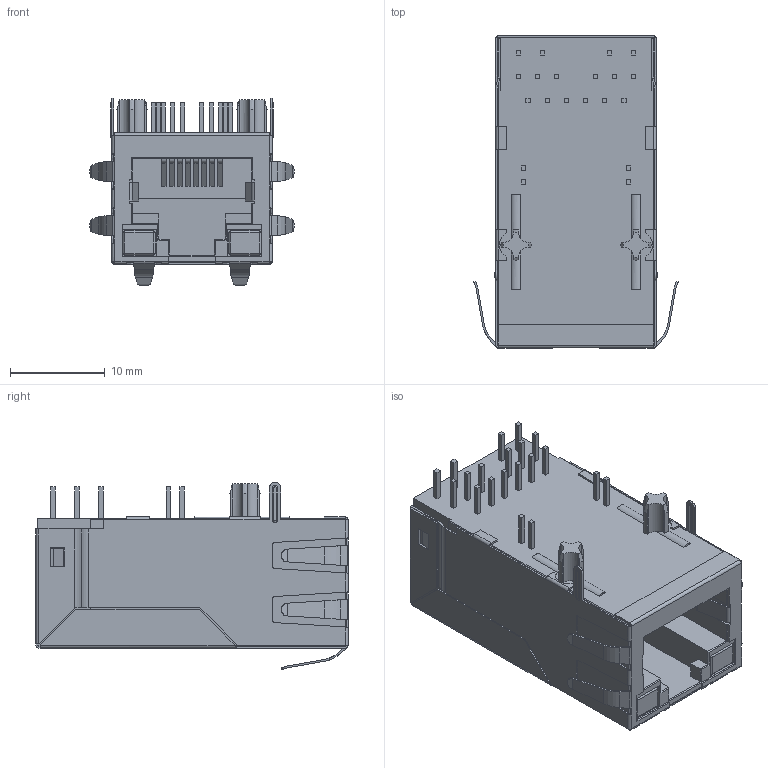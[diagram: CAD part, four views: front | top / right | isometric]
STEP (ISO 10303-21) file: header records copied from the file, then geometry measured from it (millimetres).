
FILE_DESCRIPTION( ( 'Unknown' ), '1' );
FILE_NAME( '7499711421.stp', 'Unknown', ( 'Unknown' ), ( 'Unknown' ), 'PSStep 19.0.9', 'Unknown', ' ' );
FILE_SCHEMA( ( 'AUTOMOTIVE_DESIGN { 1 0 10303 214 1 1 1 1 }' ) );
Length unit declared in the file: millimetre
Products named in the file (3): Assem1; Shielding; Insulator
Assembly tree (2 placements, depth 2):
  Assem1
    Shielding
    Insulator
Bounding box: 21.6 x 33.02 x 19.85 mm (x, y, z)
Volume: 6433.9 mm3; surface area: 7075.6 mm2
Topology: 2 solids, 2 shells, 841 faces, 2170 edges, 1346 vertices
Faces by surface type: plane 562, cylinder 199, bspline 42, extrusion 14, sphere 12, cone 8, torus 4
Entity records: 32784 total; most frequent: CARTESIAN_POINT 5962, ORIENTED_EDGE 4316, DIRECTION 3844, EDGE_CURVE 2158, VECTOR 1584, LINE 1570, VERTEX_POINT 1346, AXIS2_PLACEMENT_3D 1130
